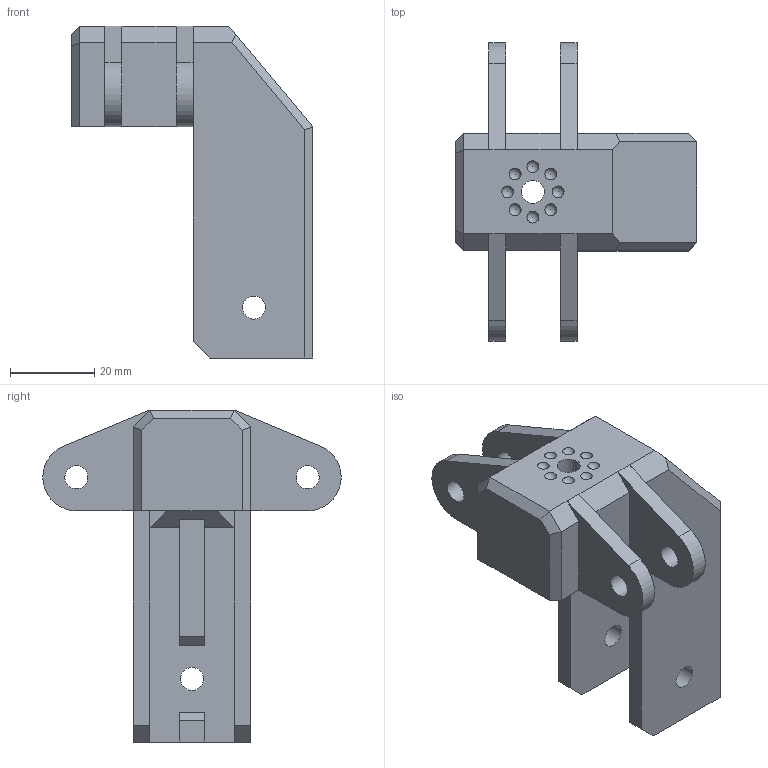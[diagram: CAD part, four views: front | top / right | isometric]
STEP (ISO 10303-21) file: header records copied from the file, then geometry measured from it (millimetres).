
FILE_DESCRIPTION(/* description */ (''),/* implementation_level */ '2;1');
FILE_NAME(/* name */ 'Z-Slide Top.step',/* time_stamp */ '2018-05-04T17:28:43+02:00',/* author */ (''),/* organization */ (''),/* preprocessor_version */ 'ST-DEVELOPER v17',/* originating_system */ 'Autodesk Translation Framework v7.1.0.215',/* authorisation */ '');
FILE_SCHEMA (('AUTOMOTIVE_DESIGN { 1 0 10303 214 3 1 1 }'));
Length unit declared in the file: millimetre
Products named in the file (1): Z-Slide Top
Bounding box: 57.5 x 70.99 x 79 mm (x, y, z)
Volume: 42081.9 mm3; surface area: 20487.5 mm2
Topology: 1 solids, 1 shells, 81 faces, 230 edges, 151 vertices
Faces by surface type: plane 61, cylinder 12, sphere 8
Full cylindrical faces by diameter (mm): 5.5 x8
Entity records: 2644 total; most frequent: CARTESIAN_POINT 455, ORIENTED_EDGE 444, DIRECTION 437, EDGE_CURVE 222, LINE 171, VECTOR 171, VERTEX_POINT 151, AXIS2_PLACEMENT_3D 133
